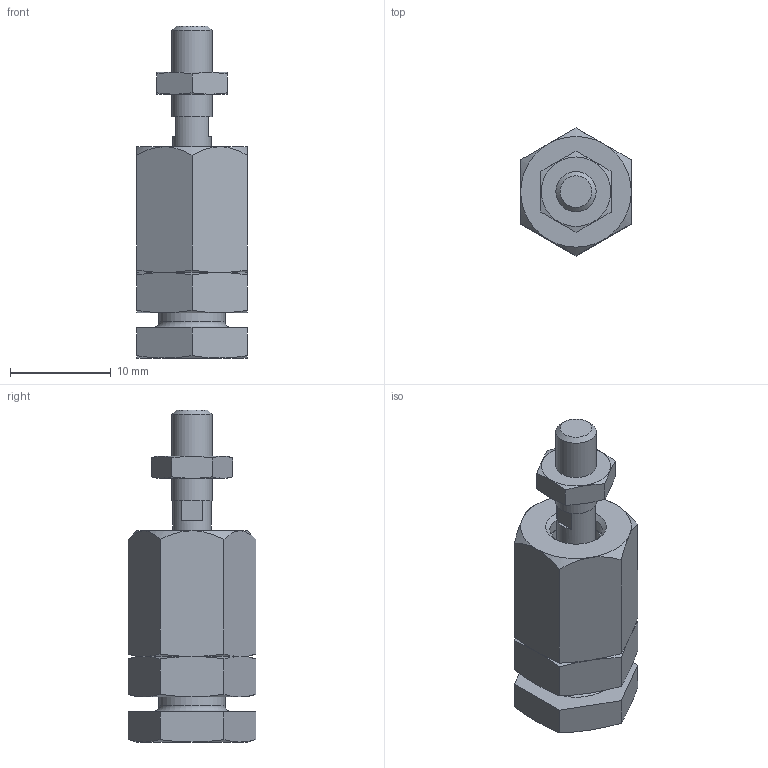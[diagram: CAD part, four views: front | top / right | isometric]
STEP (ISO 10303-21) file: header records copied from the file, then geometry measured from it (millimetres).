
FILE_DESCRIPTION(/* description */ ('STEP AP214'),/* implementation_level */ '2;1');
FILE_NAME(/* name */ '6528_FK-M4',/* time_stamp */ '2024-08-21T06:42:59+02:00',/* author */ ('License CC BY-ND 4.0'),/* organization */ ('CADENAS'),/* preprocessor_version */ 'ST-DEVELOPER v19.3',/* originating_system */ 'PARTsolutions',/* authorisation */ ' ');
FILE_SCHEMA (('AUTOMOTIVE_DESIGN {1 0 10303 214 3 1 1}'));
Length unit declared in the file: millimetre
Products named in the file (7): 6528 FK-M4---(asm_0_0); 6528 FK-M4---(GE); 6528 FK-M4---(0BO); DIN-439-B - M4(F); 6528 FK-M4---(BU); 6528 FK-M4---(MU); 6528 FK-M4---(KG)
Assembly tree (7 placements, depth 2):
  6528 FK-M4---(asm_0_0)
    6528 FK-M4---(GE)
    6528 FK-M4---(0BO)
    DIN-439-B - M4(F)
    6528 FK-M4---(BU)
    6528 FK-M4---(MU)
    6528 FK-M4---(KG)  x2
Bounding box: 11 x 12.7 x 33 mm (x, y, z)
Volume: 2127.4 mm3; surface area: 2583.4 mm2
Topology: 7 solids, 7 shells, 109 faces, 223 edges, 132 vertices
Faces by surface type: plane 46, cone 43, cylinder 15, sphere 4, torus 1
Full cylindrical faces by diameter (mm): 3.242 x2, 3.8 x1, 4 x1, 5 x2, 5.2 x1, 6 x1, 6.6 x1, 6.8 x2, 6.917 x2, 7.8 x1, 8 x1
Entity records: 2830 total; most frequent: CARTESIAN_POINT 646, DIRECTION 410, ORIENTED_EDGE 368, AXIS2_PLACEMENT_3D 186, EDGE_CURVE 184, EDGE_LOOP 148, FACE_BOUND 148, VERTEX_POINT 126
